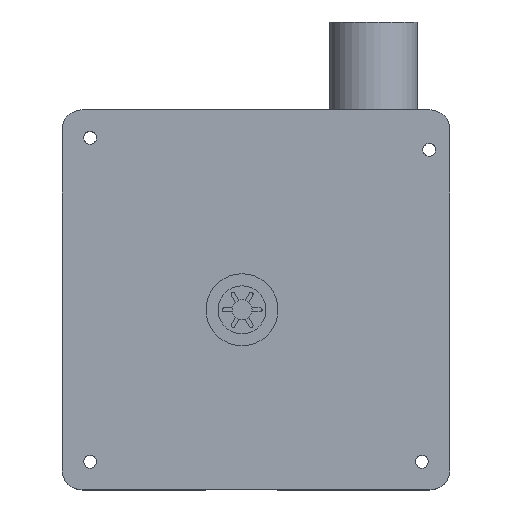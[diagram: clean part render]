
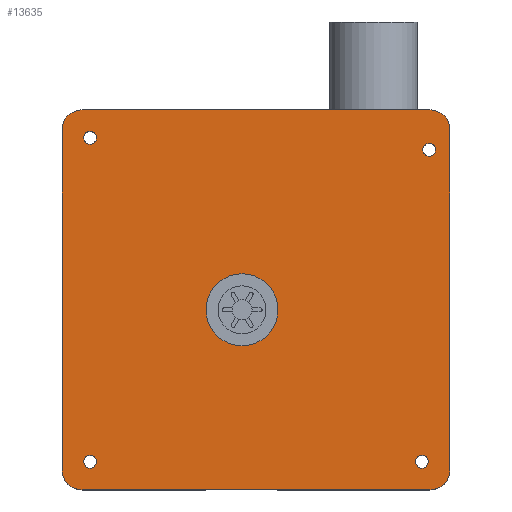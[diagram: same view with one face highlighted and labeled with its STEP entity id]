
A CAD part, top view. The second image highlights one B-rep face of the part: STEP entity #13635.
In plain terms, the highlighted planar face has unit normal (0, 0, 1).
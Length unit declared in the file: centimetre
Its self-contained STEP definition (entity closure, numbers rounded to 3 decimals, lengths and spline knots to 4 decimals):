
#506=FACE_BOUND($,#2439,.T.);
#507=FACE_BOUND($,#2440,.T.);
#508=FACE_BOUND($,#2441,.T.);
#509=FACE_BOUND($,#2442,.T.);
#510=FACE_BOUND($,#2443,.T.);
#922=PLANE($,#14851);
#1626=FACE_OUTER_BOUND($,#2438,.T.);
#2438=EDGE_LOOP($,(#12515,#12516,#12517,#12518,#12519,#12520,#12521,#12522));
#2439=EDGE_LOOP($,(#12523));
#2440=EDGE_LOOP($,(#12524));
#2441=EDGE_LOOP($,(#12525));
#2442=EDGE_LOOP($,(#12526));
#2443=EDGE_LOOP($,(#12527));
#3684=LINE($,#33948,#4828);
#3687=LINE($,#33956,#4831);
#3690=LINE($,#33964,#4834);
#3694=LINE($,#33973,#4838);
#4828=VECTOR($,#18279,8.5);
#4831=VECTOR($,#18288,8.7);
#4834=VECTOR($,#18297,8.5);
#4838=VECTOR($,#18307,8.7);
#5359=CIRCLE($,#14829,0.16);
#5360=CIRCLE($,#14831,0.16);
#5361=CIRCLE($,#14833,0.16);
#5362=CIRCLE($,#14835,0.16);
#5363=CIRCLE($,#14838,0.5);
#5364=CIRCLE($,#14841,0.5);
#5365=CIRCLE($,#14844,0.5);
#5366=CIRCLE($,#14847,0.5);
#5368=CIRCLE($,#14852,0.9);
#6655=VERTEX_POINT($,#33933);
#6656=VERTEX_POINT($,#33936);
#6657=VERTEX_POINT($,#33939);
#6658=VERTEX_POINT($,#33942);
#6659=VERTEX_POINT($,#33945);
#6660=VERTEX_POINT($,#33947);
#6661=VERTEX_POINT($,#33951);
#6662=VERTEX_POINT($,#33955);
#6663=VERTEX_POINT($,#33959);
#6664=VERTEX_POINT($,#33963);
#6665=VERTEX_POINT($,#33967);
#6666=VERTEX_POINT($,#33971);
#6669=VERTEX_POINT($,#34000);
#8616=EDGE_CURVE($,#6655,#6655,#5359,.T.);
#8617=EDGE_CURVE($,#6656,#6656,#5360,.T.);
#8618=EDGE_CURVE($,#6657,#6657,#5361,.T.);
#8619=EDGE_CURVE($,#6658,#6658,#5362,.T.);
#8621=EDGE_CURVE($,#6659,#6660,#3684,.T.);
#8623=EDGE_CURVE($,#6660,#6661,#5363,.T.);
#8625=EDGE_CURVE($,#6662,#6661,#3687,.T.);
#8627=EDGE_CURVE($,#6662,#6663,#5364,.T.);
#8629=EDGE_CURVE($,#6664,#6663,#3690,.T.);
#8631=EDGE_CURVE($,#6664,#6665,#5365,.T.);
#8634=EDGE_CURVE($,#6665,#6666,#3694,.T.);
#8635=EDGE_CURVE($,#6666,#6659,#5366,.T.);
#8640=EDGE_CURVE($,#6669,#6669,#5368,.T.);
#12515=ORIENTED_EDGE($,*,*,#8635,.F.);
#12516=ORIENTED_EDGE($,*,*,#8634,.F.);
#12517=ORIENTED_EDGE($,*,*,#8631,.F.);
#12518=ORIENTED_EDGE($,*,*,#8629,.T.);
#12519=ORIENTED_EDGE($,*,*,#8627,.F.);
#12520=ORIENTED_EDGE($,*,*,#8625,.T.);
#12521=ORIENTED_EDGE($,*,*,#8623,.F.);
#12522=ORIENTED_EDGE($,*,*,#8621,.F.);
#12523=ORIENTED_EDGE($,*,*,#8619,.T.);
#12524=ORIENTED_EDGE($,*,*,#8618,.T.);
#12525=ORIENTED_EDGE($,*,*,#8617,.T.);
#12526=ORIENTED_EDGE($,*,*,#8616,.T.);
#12527=ORIENTED_EDGE($,*,*,#8640,.T.);
#13635=ADVANCED_FACE($,(#1626,#506,#507,#508,#509,#510),#922,.T.);
#14829=AXIS2_PLACEMENT_3D($,#33934,#18262,#18263);
#14831=AXIS2_PLACEMENT_3D($,#33937,#18266,#18267);
#14833=AXIS2_PLACEMENT_3D($,#33940,#18270,#18271);
#14835=AXIS2_PLACEMENT_3D($,#33943,#18274,#18275);
#14838=AXIS2_PLACEMENT_3D($,#33952,#18283,#18284);
#14841=AXIS2_PLACEMENT_3D($,#33960,#18292,#18293);
#14844=AXIS2_PLACEMENT_3D($,#33968,#18301,#18302);
#14847=AXIS2_PLACEMENT_3D($,#33975,#18310,#18311);
#14851=AXIS2_PLACEMENT_3D($,#33999,#18320,#18321);
#14852=AXIS2_PLACEMENT_3D($,#34001,#18322,#18323);
#18262=DIRECTION('center_axis',(0.,0.,-1.));
#18263=DIRECTION('ref_axis',(1.,0.,0.));
#18266=DIRECTION('center_axis',(0.,0.,-1.));
#18267=DIRECTION('ref_axis',(1.,0.,0.));
#18270=DIRECTION('center_axis',(0.,0.,-1.));
#18271=DIRECTION('ref_axis',(1.,0.,0.));
#18274=DIRECTION('center_axis',(0.,0.,-1.));
#18275=DIRECTION('ref_axis',(1.,0.,0.));
#18279=DIRECTION($,(0.,-1.,0.));
#18283=DIRECTION('center_axis',(0.,0.,-1.));
#18284=DIRECTION('ref_axis',(0.707,-0.707,0.));
#18288=DIRECTION($,(1.,0.,0.));
#18292=DIRECTION('center_axis',(0.,0.,-1.));
#18293=DIRECTION('ref_axis',(-0.707,-0.707,0.));
#18297=DIRECTION($,(0.,-1.,0.));
#18301=DIRECTION('center_axis',(0.,0.,-1.));
#18302=DIRECTION('ref_axis',(-0.707,0.707,0.));
#18307=DIRECTION($,(1.,0.,0.));
#18310=DIRECTION('center_axis',(0.,0.,-1.));
#18311=DIRECTION('ref_axis',(0.707,0.707,0.));
#18320=DIRECTION('center_axis',(0.,0.,1.));
#18321=DIRECTION('ref_axis',(1.,0.,0.));
#18322=DIRECTION('center_axis',(0.,0.,-1.));
#18323=DIRECTION('ref_axis',(-1.,0.,0.));
#33933=CARTESIAN_POINT('',(-23.9659,13.7046,4.34));
#33934=CARTESIAN_POINT('Origin',(-23.8059,13.7046,4.34));
#33936=CARTESIAN_POINT('',(-23.9659,21.8046,4.34));
#33937=CARTESIAN_POINT('Origin',(-23.8059,21.8046,4.34));
#33939=CARTESIAN_POINT('',(-15.4859,21.5046,4.34));
#33940=CARTESIAN_POINT('Origin',(-15.3259,21.5046,4.34));
#33942=CARTESIAN_POINT('',(-15.6659,13.7046,4.34));
#33943=CARTESIAN_POINT('Origin',(-15.5059,13.7046,4.34));
#33945=CARTESIAN_POINT('',(-14.8059,22.0046,4.34));
#33947=CARTESIAN_POINT('',(-14.8059,13.5046,4.34));
#33948=CARTESIAN_POINT($,(-14.8059,15.3796,4.34));
#33951=CARTESIAN_POINT('',(-15.3059,13.0046,4.34));
#33952=CARTESIAN_POINT('Origin',(-15.3059,13.5046,4.34));
#33955=CARTESIAN_POINT('',(-24.0059,13.0046,4.34));
#33956=CARTESIAN_POINT($,(-22.1309,13.0046,4.34));
#33959=CARTESIAN_POINT('',(-24.5059,13.5046,4.34));
#33960=CARTESIAN_POINT('Origin',(-24.0059,13.5046,4.34));
#33963=CARTESIAN_POINT('',(-24.5059,22.0046,4.34));
#33964=CARTESIAN_POINT($,(-24.5059,20.1296,4.34));
#33967=CARTESIAN_POINT('',(-24.0059,22.5046,4.34));
#33968=CARTESIAN_POINT('Origin',(-24.0059,22.0046,4.34));
#33971=CARTESIAN_POINT('',(-15.3059,22.5046,4.34));
#33973=CARTESIAN_POINT($,(-15.0059,22.5046,4.34));
#33975=CARTESIAN_POINT('Origin',(-15.3059,22.0046,4.34));
#33999=CARTESIAN_POINT('Origin',(-19.7559,17.7546,4.34));
#34000=CARTESIAN_POINT('',(-19.1059,17.5046,4.34));
#34001=CARTESIAN_POINT('Origin',(-20.0059,17.5046,4.34));
